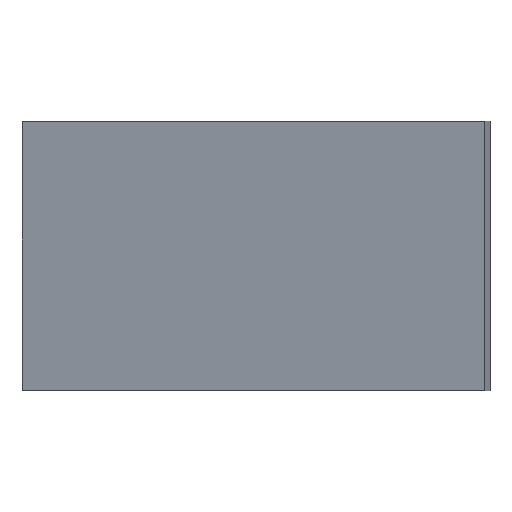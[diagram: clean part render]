
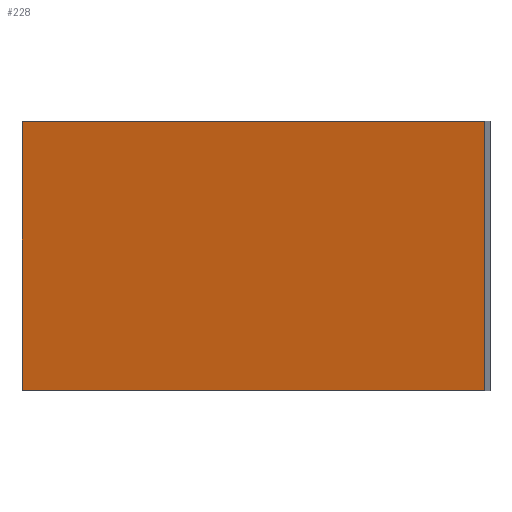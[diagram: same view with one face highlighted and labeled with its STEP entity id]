
A CAD part, left-side view. The second image highlights one B-rep face of the part: STEP entity #228.
In plain terms, the highlighted planar face has unit normal (-0.963, 0.269, 0).
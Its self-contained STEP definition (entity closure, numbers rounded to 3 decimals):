
#26=PLANE('',#258);
#38=FACE_OUTER_BOUND('',#52,.T.);
#52=EDGE_LOOP('',(#200,#201,#202,#203,#204));
#59=LINE('',#336,#84);
#63=LINE('',#344,#88);
#67=LINE('',#352,#92);
#79=LINE('',#376,#104);
#80=LINE('',#377,#105);
#84=VECTOR('',#279,10.);
#88=VECTOR('',#285,10.);
#92=VECTOR('',#291,10.);
#104=VECTOR('',#313,10.);
#105=VECTOR('',#314,10.);
#115=VERTEX_POINT('',#334);
#116=VERTEX_POINT('',#335);
#119=VERTEX_POINT('',#343);
#121=VERTEX_POINT('',#349);
#129=VERTEX_POINT('',#375);
#136=EDGE_CURVE('',#115,#116,#59,.T.);
#140=EDGE_CURVE('',#116,#119,#63,.T.);
#144=EDGE_CURVE('',#119,#121,#67,.T.);
#156=EDGE_CURVE('',#129,#115,#79,.T.);
#157=EDGE_CURVE('',#129,#121,#80,.T.);
#200=ORIENTED_EDGE('',*,*,#156,.T.);
#201=ORIENTED_EDGE('',*,*,#136,.T.);
#202=ORIENTED_EDGE('',*,*,#140,.T.);
#203=ORIENTED_EDGE('',*,*,#144,.T.);
#204=ORIENTED_EDGE('',*,*,#157,.F.);
#228=ADVANCED_FACE('',(#38),#26,.T.);
#258=AXIS2_PLACEMENT_3D('',#374,#311,#312);
#279=DIRECTION('',(0.,0.,1.));
#285=DIRECTION('',(0.269,0.963,0.));
#291=DIRECTION('',(0.,0.,-1.));
#311=DIRECTION('center_axis',(-0.963,0.269,0.));
#312=DIRECTION('ref_axis',(-0.269,-0.963,0.));
#313=DIRECTION('',(-0.269,-0.963,0.));
#314=DIRECTION('',(0.,0.,1.));
#334=CARTESIAN_POINT('',(-47.064,-116.493,0.));
#335=CARTESIAN_POINT('',(-47.064,-116.493,69.));
#336=CARTESIAN_POINT('',(-47.064,-116.493,0.));
#343=CARTESIAN_POINT('',(-14.,2.,69.));
#344=CARTESIAN_POINT('',(-47.064,-116.493,69.));
#349=CARTESIAN_POINT('',(-14.,2.,44.));
#352=CARTESIAN_POINT('',(-14.,2.,69.));
#374=CARTESIAN_POINT('Origin',(-14.,2.,0.));
#375=CARTESIAN_POINT('',(-14.,2.,0.));
#376=CARTESIAN_POINT('',(-14.,2.,0.));
#377=CARTESIAN_POINT('',(-14.,2.,0.));
